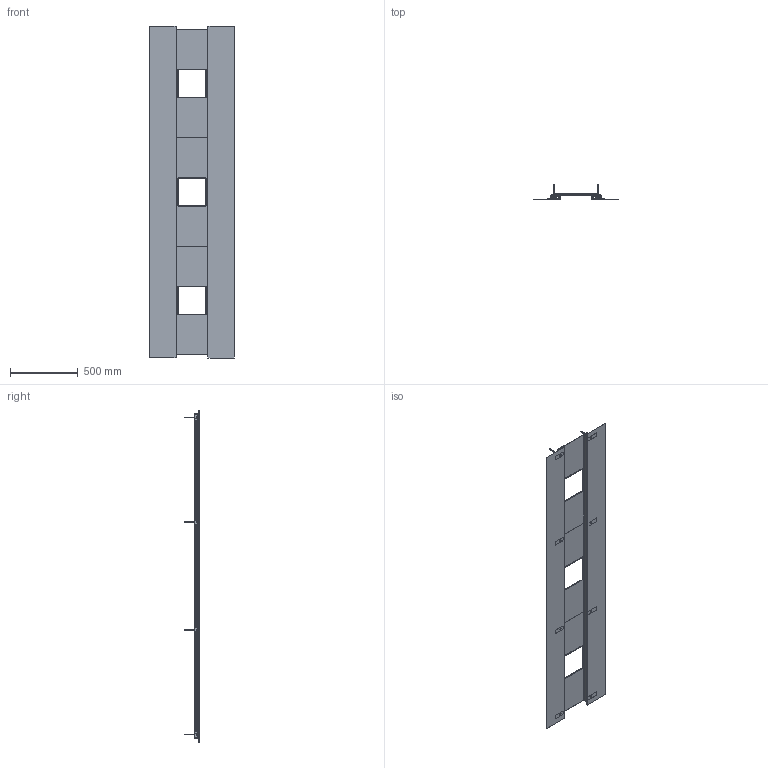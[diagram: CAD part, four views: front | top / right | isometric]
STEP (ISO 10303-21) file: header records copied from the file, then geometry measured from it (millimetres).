
FILE_DESCRIPTION (( 'STEP AP214' ), '1' );
FILE_NAME ('7424120.stp', '2016-08-24T07:04:02', ( '' ), ( '' ), 'SwSTEP 2.0', 'SolidWorks 2014', '' );
FILE_SCHEMA (( 'AUTOMOTIVE_DESIGN' ));
Length unit declared in the file: millimetre
Products named in the file (15): P_0000001001_1_Standard; 001132_Standard; 001131_Standard; 001701_Standard; 001135_Standard; 001133_Standard; 42282D_Standard; 32812b_Standard; 40738A_40mm_39409465 40x140; P_43939AA_1_33076320 - 205mm; 43423F_verdr…kt; 7424120; 43935A_Standard; 109613_Standard; 001232_Standard
Assembly tree (24 placements, depth 4):
  7424120
    40738A_40mm_39409465 40x140  x2
      43423F_verdr…kt
      P_43939AA_1_33076320 - 205mm
    32812b_Standard  x2
    42282D_Standard  x3
    109613_Standard  x8
      001701_Standard
        001133_Standard
        001135_Standard
      001232_Standard
        001131_Standard
        001132_Standard
        P_0000001001_1_Standard
  43935A_Standard
Bounding box: 623.27 x 112.3 x 2450 mm (x, y, z)
Volume: 3975506.6 mm3; surface area: 4766811.6 mm2
Topology: 49 solids, 49 shells, 1092 faces, 2780 edges, 1800 vertices
Faces by surface type: plane 690, cylinder 242, torus 72, bspline 48, cone 40
Entity records: 17361 total; most frequent: CARTESIAN_POINT 9013, ORIENTED_EDGE 1514, DIRECTION 1397, EDGE_CURVE 757, VECTOR 517, LINE 517, VERTEX_POINT 493, AXIS2_PLACEMENT_3D 440
